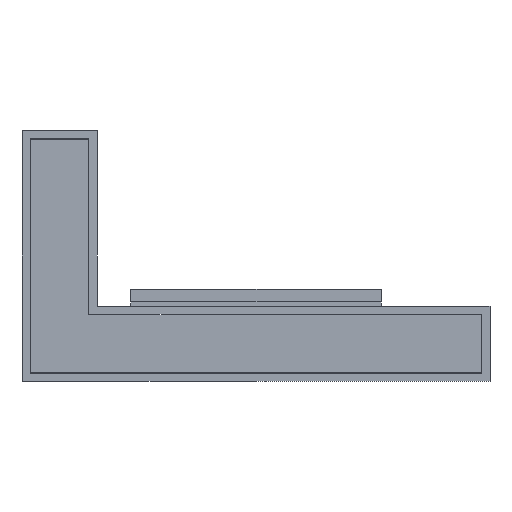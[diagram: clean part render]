
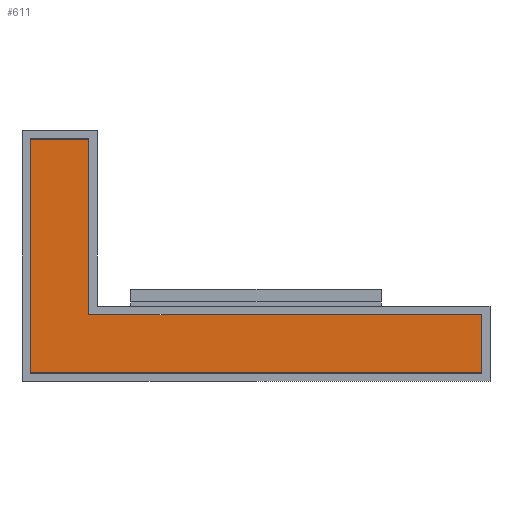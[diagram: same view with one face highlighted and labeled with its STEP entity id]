
A CAD part, front view. The second image highlights one B-rep face of the part: STEP entity #611.
In plain terms, the highlighted planar face has unit normal (0, -1, 0).
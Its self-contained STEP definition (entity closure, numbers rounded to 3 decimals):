
#139=ORIENTED_EDGE('',*,*,#237,.T.);
#140=ORIENTED_EDGE('',*,*,#241,.T.);
#141=ORIENTED_EDGE('',*,*,#244,.T.);
#142=ORIENTED_EDGE('',*,*,#247,.T.);
#143=ORIENTED_EDGE('',*,*,#250,.T.);
#144=ORIENTED_EDGE('',*,*,#252,.T.);
#237=EDGE_CURVE('',#304,#303,#367,.T.);
#241=EDGE_CURVE('',#303,#306,#371,.T.);
#244=EDGE_CURVE('',#306,#308,#374,.T.);
#247=EDGE_CURVE('',#308,#310,#377,.T.);
#250=EDGE_CURVE('',#310,#312,#380,.T.);
#252=EDGE_CURVE('',#312,#304,#382,.T.);
#303=VERTEX_POINT('',#1019);
#304=VERTEX_POINT('',#1021);
#306=VERTEX_POINT('',#1027);
#308=VERTEX_POINT('',#1033);
#310=VERTEX_POINT('',#1039);
#312=VERTEX_POINT('',#1045);
#367=LINE('',#1020,#445);
#371=LINE('',#1028,#449);
#374=LINE('',#1034,#452);
#377=LINE('',#1040,#455);
#380=LINE('',#1046,#458);
#382=LINE('',#1049,#460);
#445=VECTOR('',#854,1000.);
#449=VECTOR('',#860,1000.);
#452=VECTOR('',#865,1000.);
#455=VECTOR('',#870,1000.);
#458=VECTOR('',#875,1000.);
#460=VECTOR('',#879,1000.);
#507=EDGE_LOOP('',(#139,#140,#141,#142,#143,#144));
#543=FACE_BOUND('',#507,.T.);
#577=PLANE('',#765);
#611=ADVANCED_FACE('',(#543),#577,.F.);
#765=AXIS2_PLACEMENT_3D('',#1050,#880,#881);
#854=DIRECTION('',(-1.,0.,0.));
#860=DIRECTION('',(0.,0.,1.));
#865=DIRECTION('',(-1.,0.,0.));
#870=DIRECTION('',(0.,0.,-1.));
#875=DIRECTION('',(1.,0.,0.));
#879=DIRECTION('',(0.,0.,1.));
#880=DIRECTION('',(0.,1.,0.));
#881=DIRECTION('',(0.,0.,1.));
#1019=CARTESIAN_POINT('',(-2.,-499.995,-0.7));
#1020=CARTESIAN_POINT('',(2.7,-499.995,-0.7));
#1021=CARTESIAN_POINT('',(2.7,-499.995,-0.7));
#1027=CARTESIAN_POINT('',(-2.,-499.995,1.4));
#1028=CARTESIAN_POINT('',(-2.,-499.995,-0.7));
#1033=CARTESIAN_POINT('',(-2.7,-499.995,1.4));
#1034=CARTESIAN_POINT('',(-2.,-499.995,1.4));
#1039=CARTESIAN_POINT('',(-2.7,-499.995,-1.4));
#1040=CARTESIAN_POINT('',(-2.7,-499.995,1.4));
#1045=CARTESIAN_POINT('',(2.7,-499.995,-1.4));
#1046=CARTESIAN_POINT('',(-2.7,-499.995,-1.4));
#1049=CARTESIAN_POINT('',(2.7,-499.995,-1.4));
#1050=CARTESIAN_POINT('',(-2.,-499.995,-0.7));
